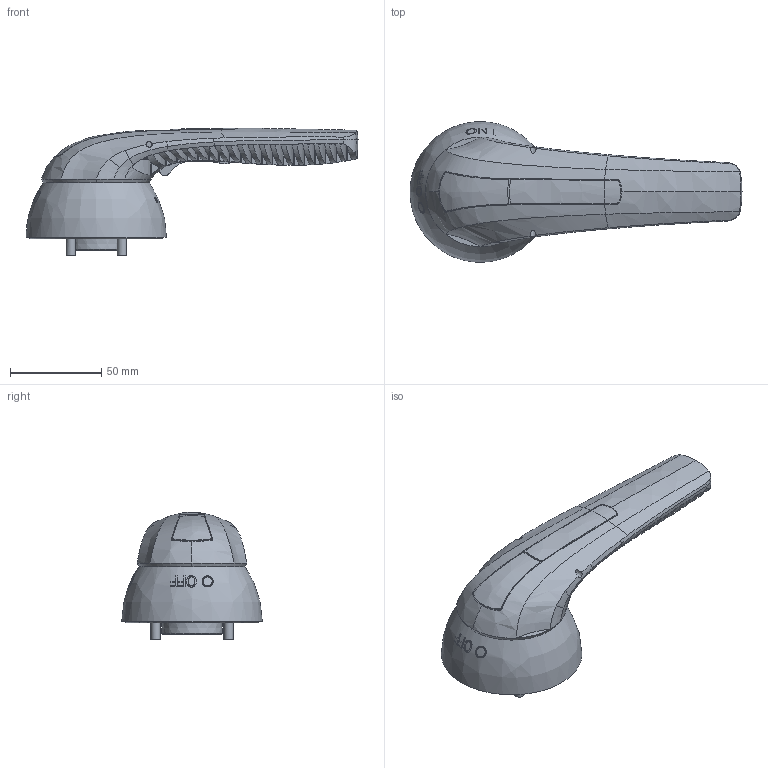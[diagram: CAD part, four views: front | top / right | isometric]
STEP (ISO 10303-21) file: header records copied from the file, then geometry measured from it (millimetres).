
FILE_DESCRIPTION(/* description */ (''),/* implementation_level */ '2;1');
FILE_NAME(/* name */ '3d_GEX67N.stp',/* time_stamp */ '2023-07-20T10:44:38+02:00',/* author */ (''),/* organization */ (''),/* preprocessor_version */ 'ST-DEVELOPER v16.7',/* originating_system */ 'SIEMENS PLM Software NX 12.0',/* authorisation */ '');
FILE_SCHEMA (('AUTOMOTIVE_DESIGN { 1 0 10303 214 3 1 1 1 }'));
Length unit declared in the file: millimetre
Products named in the file (1): 3d_GEX67N
Bounding box: 181.8 x 76.98 x 69.75 mm (x, y, z)
Surface area: 48191.3 mm2 (no closed solid volume)
Topology: 0 solids, 1 shells, 1573 faces, 4445 edges, 2732 vertices
Faces by surface type: bspline 1040, sphere 162, cylinder 160, plane 153, cone 45, torus 13
Full cylindrical faces by diameter (mm): 3.2 x1, 5 x4, 69 x1, 74 x1
Entity records: 113272 total; most frequent: CARTESIAN_POINT 86905, ORIENTED_EDGE 8152, EDGE_CURVE 4330, B_SPLINE_CURVE_WITH_KNOTS 3759, VERTEX_POINT 2715, EDGE_LOOP 1612, ADVANCED_FACE 1573, FACE_OUTER_BOUND 1546
